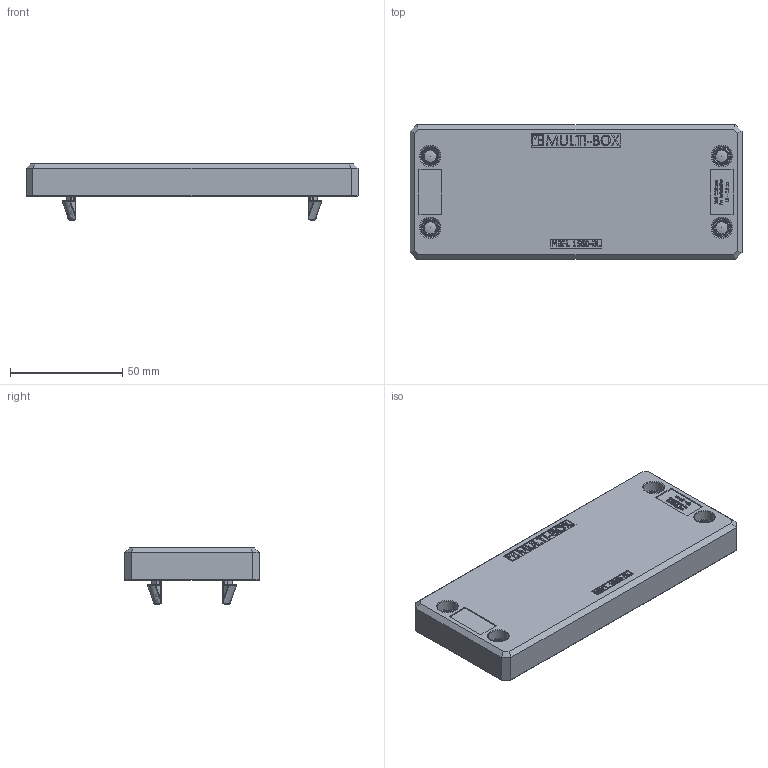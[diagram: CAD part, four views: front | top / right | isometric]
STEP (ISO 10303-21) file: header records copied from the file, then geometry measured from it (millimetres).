
FILE_DESCRIPTION((''),'2;1');
FILE_NAME('MBFL 1560-BL - VE.stp','2015-01-28T14:38:13',('robin.rentz'),(''),'Autodesk Inventor 2012','Autodesk Inventor 2012','');
FILE_SCHEMA(('AUTOMOTIVE_DESIGN { 1 2 10303 214 0 1 1 1 }'));
Length unit declared in the file: millimetre
Products named in the file (1): Bauteil9
Bounding box: 148 x 60 x 25 mm (x, y, z)
Surface area: 35366.5 mm2 (no closed solid volume)
Topology: 0 solids, 3 shells, 2868 faces, 7042 edges, 4291 vertices
Faces by surface type: bspline 888, plane 803, cylinder 793, torus 372, cone 8, sphere 4
Full cylindrical faces by diameter (mm): 3 x17, 4 x4, 5.5 x4, 9 x4
Entity records: 97585 total; most frequent: CARTESIAN_POINT 34313, ORIENTED_EDGE 13846, DIRECTION 12109, EDGE_CURVE 6923, AXIS2_PLACEMENT_3D 4498, VERTEX_POINT 4248, VECTOR 3113, LINE 3113
